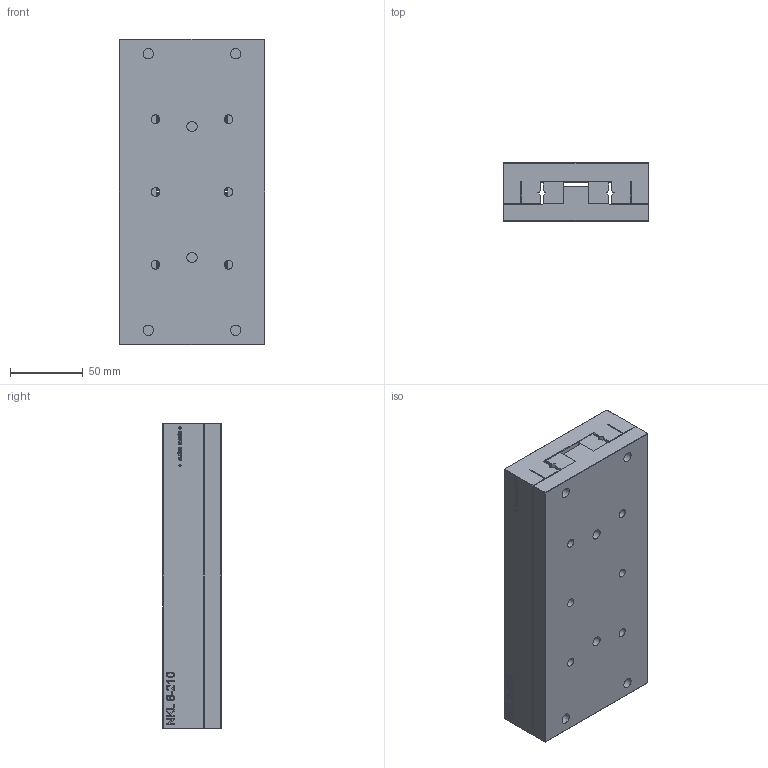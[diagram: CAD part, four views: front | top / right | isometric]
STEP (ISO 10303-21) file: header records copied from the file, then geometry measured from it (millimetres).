
FILE_DESCRIPTION(('FreeCAD Model'),'2;1');
FILE_NAME('NKL 6-210.step', '2020-07-24T18:08:48',('Author'),(''), 'Open CASCADE STEP processor 6.8','FreeCAD','Unknown');
FILE_SCHEMA(('AUTOMOTIVE_DESIGN_CC2 { 1 2 10303 214 -1 1 5 4 }'));
Length unit declared in the file: millimetre
Products named in the file (3): ASSEMBLY; OT; UT
Assembly tree (2 placements, depth 2):
  ASSEMBLY
    OT
    UT
Bounding box: 100 x 40 x 210 mm (x, y, z)
Volume: 799286.2 mm3; surface area: 162601.2 mm2
Topology: 4 solids, 4 shells, 775 faces, 2088 edges, 1352 vertices
Faces by surface type: extrusion 400, plane 339, cylinder 24, cone 12
Full cylindrical faces by diameter (mm): 6 x12, 7 x6, 15 x6
Entity records: 51600 total; most frequent: CARTESIAN_POINT 12315, DIRECTION 5866, VECTOR 4856, LINE 4456, ORIENTED_EDGE 4176, PCURVE 4176, DEFINITIONAL_REPRESENTATION 4176, EDGE_CURVE 2088
